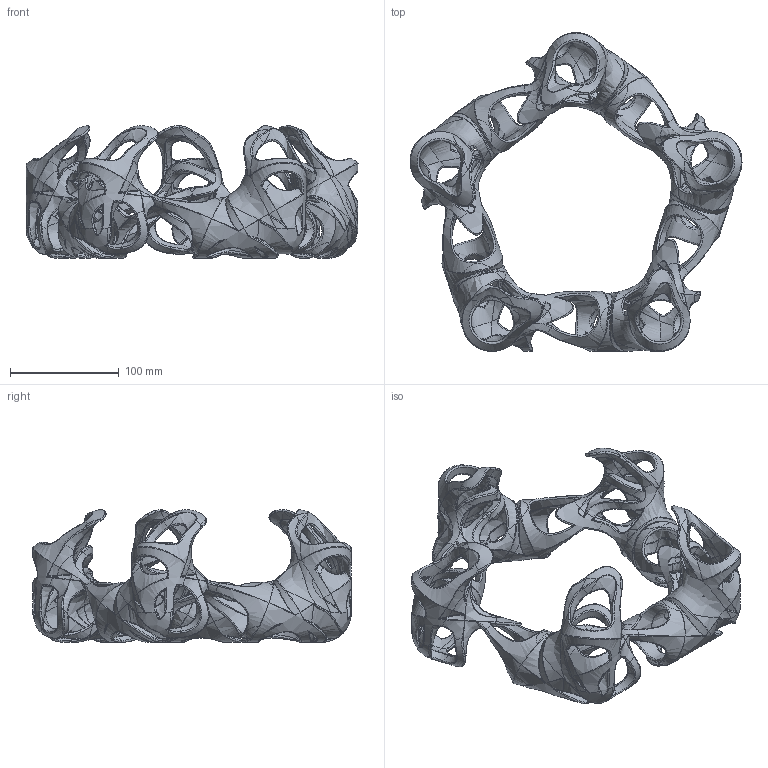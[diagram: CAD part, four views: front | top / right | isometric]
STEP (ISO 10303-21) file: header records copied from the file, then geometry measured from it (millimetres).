
FILE_DESCRIPTION(('FreeCAD Model'),'2;1');
FILE_NAME('Open CASCADE Shape Model','2025-05-04T09:50:20',('FreeCAD'),( 'FreeCAD'),'Open CASCADE STEP processor 7.6','FreeCAD','Unknown');
FILE_SCHEMA(('AUTOMOTIVE_DESIGN { 1 0 10303 214 1 1 1 1 }'));
Products named in the file (1): Open CASCADE STEP translator 7.6 1
Bounding box: 305.06 x 292.84 x 121.89 mm (x, y, z)
Volume: 599316.4 mm3; surface area: 226532.8 mm2
Topology: 1 solids, 1 shells, 3236 faces, 7958 edges, 4012 vertices
Faces by surface type: bspline 3236
Entity records: 168637 total; most frequent: CARTESIAN_POINT 125887, ORIENTED_EDGE 14646, EDGE_CURVE 7323, B_SPLINE_CURVE_WITH_KNOTS 4188, VERTEX_POINT 4012, FACE_BOUND 3286, EDGE_LOOP 3286, ADVANCED_FACE 3236
